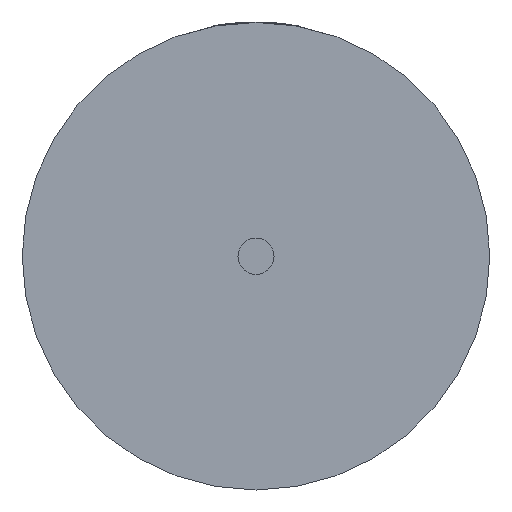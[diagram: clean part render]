
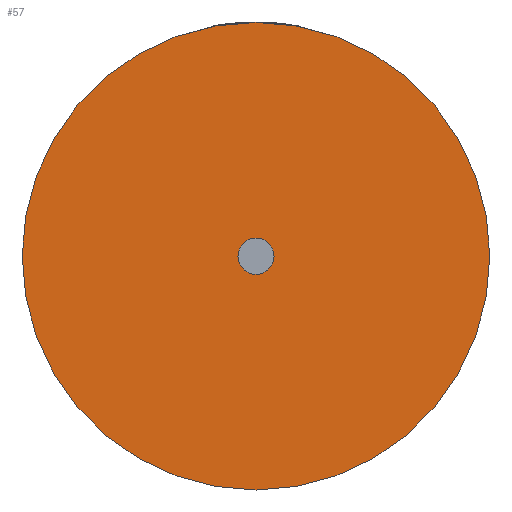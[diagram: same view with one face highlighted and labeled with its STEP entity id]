
A CAD part, front view. The second image highlights one B-rep face of the part: STEP entity #57.
In plain terms, the highlighted planar face has unit normal (0, -1, 0).
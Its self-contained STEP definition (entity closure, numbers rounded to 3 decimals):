
#35 = CARTESIAN_POINT ( 'NONE',  ( 0., 0., 0. ) ) ;
#57 = ADVANCED_FACE ( 'NONE', ( #2258, #457 ), #1933, .F. ) ;
#216 = ORIENTED_EDGE ( 'NONE', *, *, #2089, .F. ) ;
#301 = DIRECTION ( 'NONE',  ( 0., 1., 0. ) ) ;
#457 = FACE_OUTER_BOUND ( 'NONE', #2660, .T. ) ;
#482 = CARTESIAN_POINT ( 'NONE',  ( 0., 0., -0.425 ) ) ;
#511 = CIRCLE ( 'NONE', #3431, 0.425 ) ;
#605 = DIRECTION ( 'NONE',  ( 0., 0., 1. ) ) ;
#644 = DIRECTION ( 'NONE',  ( 0., 0., 1. ) ) ;
#773 = CIRCLE ( 'NONE', #1390, 5.5 ) ;
#781 = CIRCLE ( 'NONE', #2703, 5.5 ) ;
#804 = CARTESIAN_POINT ( 'NONE',  ( 0., 0., 0. ) ) ;
#1037 = CARTESIAN_POINT ( 'NONE',  ( 0., 0., -5.5 ) ) ;
#1388 = DIRECTION ( 'NONE',  ( 0., 0., 1. ) ) ;
#1390 = AXIS2_PLACEMENT_3D ( 'NONE', #2982, #3551, #2149 ) ;
#1453 = VERTEX_POINT ( 'NONE', #482 ) ;
#1594 = CARTESIAN_POINT ( 'NONE',  ( 0., 0., 0.425 ) ) ;
#1762 = DIRECTION ( 'NONE',  ( 0., 1., 0. ) ) ;
#1933 = PLANE ( 'NONE',  #2177 ) ;
#1990 = VERTEX_POINT ( 'NONE', #2618 ) ;
#2088 = ORIENTED_EDGE ( 'NONE', *, *, #3361, .F. ) ;
#2089 = EDGE_CURVE ( 'NONE', #1990, #2655, #781, .T. ) ;
#2149 = DIRECTION ( 'NONE',  ( 0., 0., 1. ) ) ;
#2177 = AXIS2_PLACEMENT_3D ( 'NONE', #3378, #301, #605 ) ;
#2206 = ORIENTED_EDGE ( 'NONE', *, *, #2287, .T. ) ;
#2258 = FACE_BOUND ( 'NONE', #2449, .T. ) ;
#2261 = DIRECTION ( 'NONE',  ( 0., 0., 1. ) ) ;
#2287 = EDGE_CURVE ( 'NONE', #1453, #3410, #2681, .T. ) ;
#2449 = EDGE_LOOP ( 'NONE', ( #2735, #2206 ) ) ;
#2484 = EDGE_CURVE ( 'NONE', #3410, #1453, #511, .T. ) ;
#2515 = DIRECTION ( 'NONE',  ( 0., 1., 0. ) ) ;
#2618 = CARTESIAN_POINT ( 'NONE',  ( 0., 0., 5.5 ) ) ;
#2655 = VERTEX_POINT ( 'NONE', #1037 ) ;
#2660 = EDGE_LOOP ( 'NONE', ( #2088, #216 ) ) ;
#2681 = CIRCLE ( 'NONE', #3288, 0.425 ) ;
#2703 = AXIS2_PLACEMENT_3D ( 'NONE', #2866, #1762, #644 ) ;
#2735 = ORIENTED_EDGE ( 'NONE', *, *, #2484, .T. ) ;
#2866 = CARTESIAN_POINT ( 'NONE',  ( 0., 0., 0. ) ) ;
#2982 = CARTESIAN_POINT ( 'NONE',  ( 0., 0., 0. ) ) ;
#3288 = AXIS2_PLACEMENT_3D ( 'NONE', #804, #3318, #1388 ) ;
#3318 = DIRECTION ( 'NONE',  ( 0., 1., 0. ) ) ;
#3361 = EDGE_CURVE ( 'NONE', #2655, #1990, #773, .T. ) ;
#3378 = CARTESIAN_POINT ( 'NONE',  ( 0., 0., 0. ) ) ;
#3410 = VERTEX_POINT ( 'NONE', #1594 ) ;
#3431 = AXIS2_PLACEMENT_3D ( 'NONE', #35, #2515, #2261 ) ;
#3551 = DIRECTION ( 'NONE',  ( 0., 1., 0. ) ) ;
